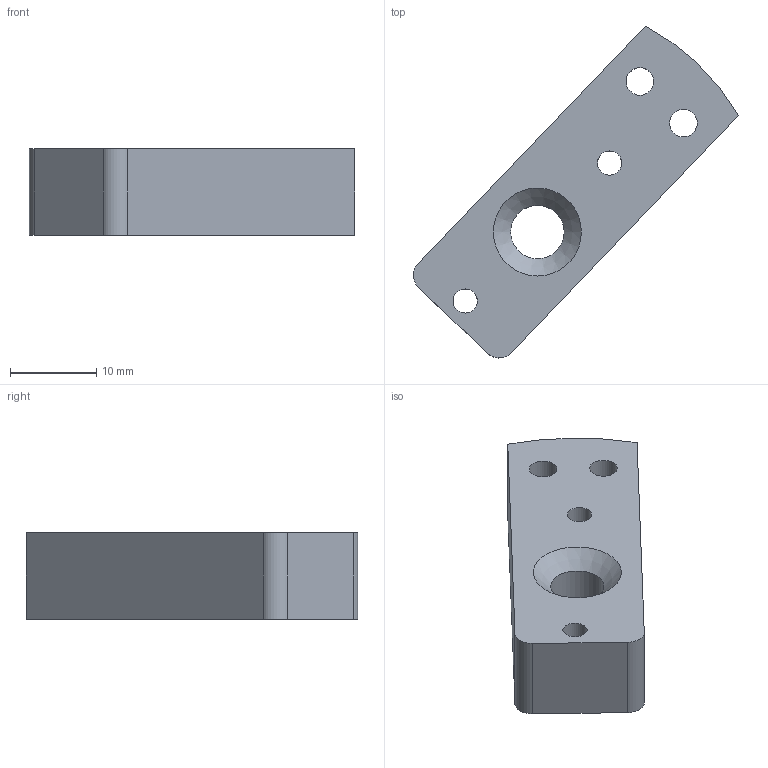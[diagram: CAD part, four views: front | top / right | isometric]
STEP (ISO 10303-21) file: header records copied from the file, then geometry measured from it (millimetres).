
FILE_DESCRIPTION(/* description */ (''),/* implementation_level */ '2;1');
FILE_NAME(/* name */ 'IM_Matchboxscope_Laserholder_2.stp',/* time_stamp */ '2023-05-17T14:43:25+02:00',/* author */ ('diederichbenedict'),/* organization */ (''),/* preprocessor_version */ 'ST-DEVELOPER v18.1',/* originating_system */ 'Autodesk Inventor 2022',/* authorisation */ '');
FILE_SCHEMA (('AUTOMOTIVE_DESIGN { 1 0 10303 214 3 1 1 }'));
Length unit declared in the file: millimetre
Products named in the file (1): IM_Matchboxscope_Laserholder_2
Bounding box: 37.7 x 38.48 x 10 mm (x, y, z)
Volume: 5416 mm3; surface area: 2724.7 mm2
Topology: 1 solids, 1 shells, 15 faces, 37 edges, 24 vertices
Faces by surface type: cylinder 8, plane 5, cone 2
Full cylindrical faces by diameter (mm): 2.8 x2, 3.2 x2, 6.2 x1
Entity records: 527 total; most frequent: DIRECTION 87, CARTESIAN_POINT 79, ORIENTED_EDGE 74, EDGE_CURVE 37, AXIS2_PLACEMENT_3D 34, EDGE_LOOP 25, VERTEX_POINT 24, LINE 19
